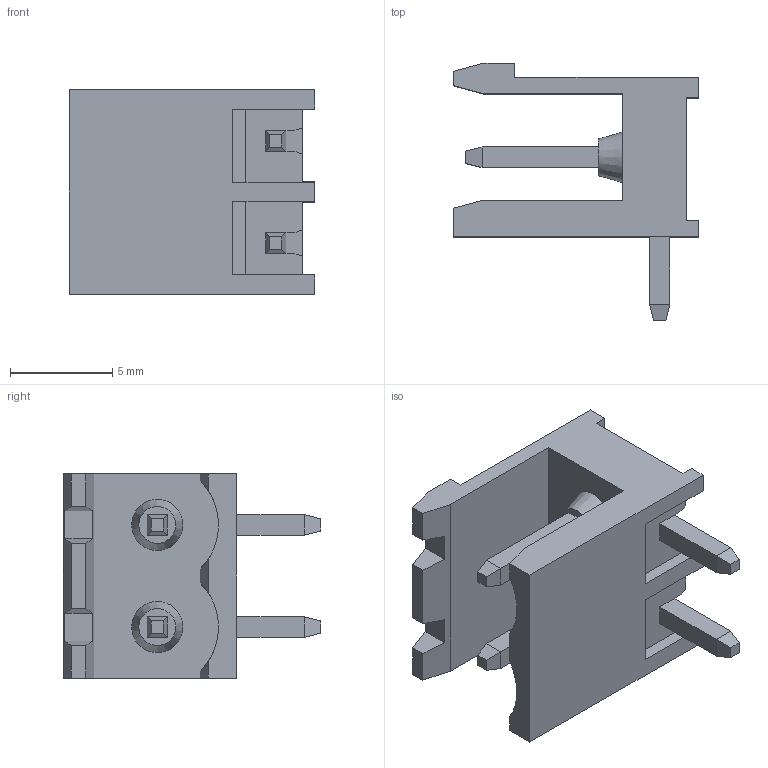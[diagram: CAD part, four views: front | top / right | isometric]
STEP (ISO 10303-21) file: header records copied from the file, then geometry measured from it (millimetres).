
FILE_DESCRIPTION(('STEP AP214'),'1');
FILE_NAME('PV02-5-H.stp','2021-04-01T07:44:12',(' '),(' '),'Spatial InterOp 3D',' ',' ');
FILE_SCHEMA(('automotive_design'));
Length unit declared in the file: metre
Products named in the file (1): 1
Bounding box: 12 x 12.6 x 10 mm (x, y, z)
Volume: 434.5 mm3; surface area: 800.9 mm2
Topology: 1 solids, 1 shells, 153 faces, 406 edges, 262 vertices
Faces by surface type: plane 142, cylinder 8, cone 2, extrusion 1
Entity records: 5859 total; most frequent: CARTESIAN_POINT 835, ORIENTED_EDGE 804, DIRECTION 730, EDGE_CURVE 402, VECTOR 376, LINE 375, VERTEX_POINT 260, AXIS2_PLACEMENT_3D 177
